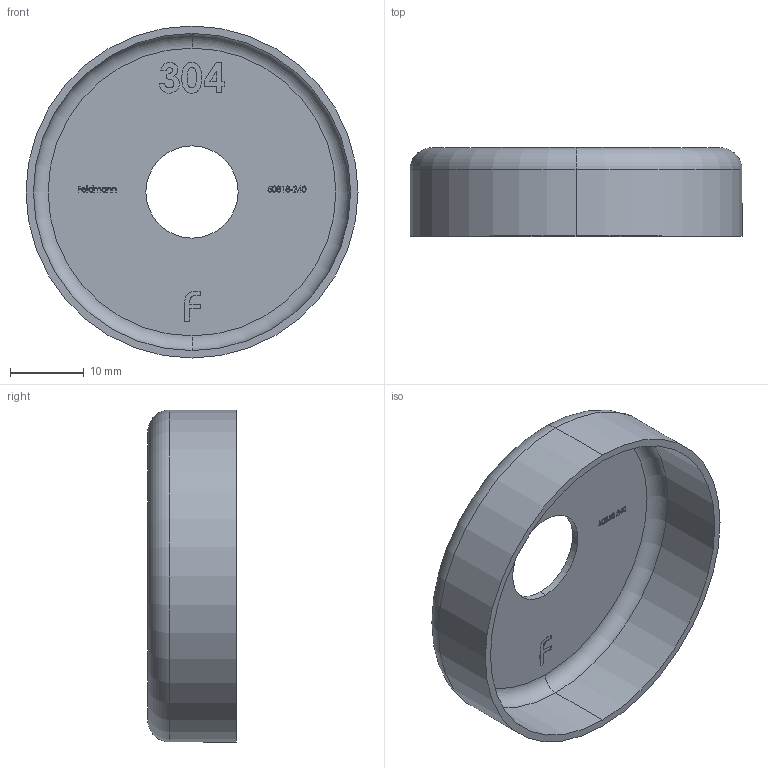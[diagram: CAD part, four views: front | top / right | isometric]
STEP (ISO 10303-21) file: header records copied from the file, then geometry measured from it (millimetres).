
FILE_DESCRIPTION (( 'STEP AP203' ), '1' );
FILE_NAME ('50818-240.step', '2020-11-05T12:45:36', ( '' ), ( '' ), 'SwSTEP 2.0', 'SolidWorks 2018', '' );
FILE_SCHEMA (( 'CONFIG_CONTROL_DESIGN' ));
Length unit declared in the file: millimetre
Products named in the file (2): 50818-240
Bounding box: 45 x 12 x 45 mm (x, y, z)
Volume: 2834.4 mm3; surface area: 5865.8 mm2
Topology: 1 solids, 1 shells, 301 faces, 791 edges, 526 vertices
Faces by surface type: plane 152, bspline 139, cylinder 6, torus 4
Entity records: 17146 total; most frequent: CARTESIAN_POINT 10487, ORIENTED_EDGE 1582, DIRECTION 861, EDGE_CURVE 791, VERTEX_POINT 526, LINE 493, VECTOR 493, EDGE_LOOP 337
